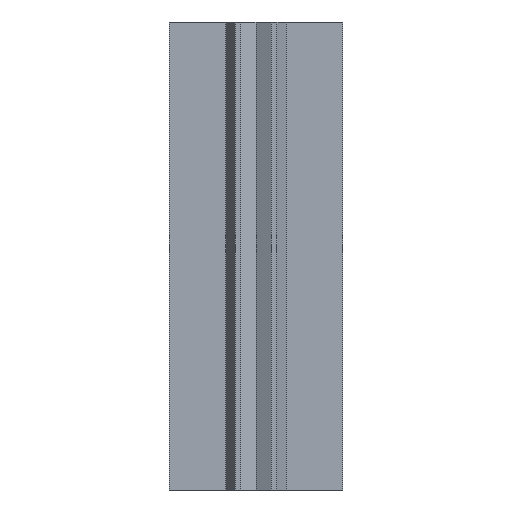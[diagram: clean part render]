
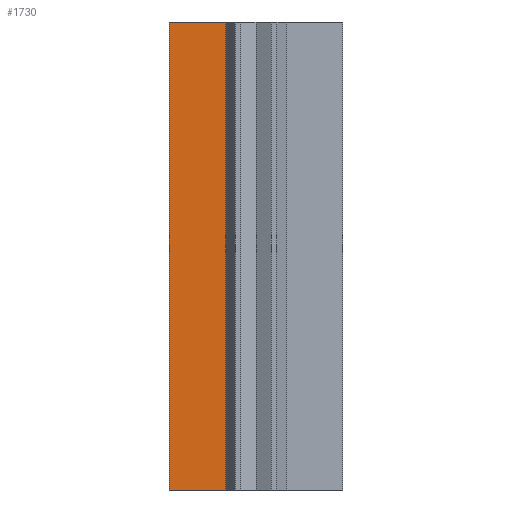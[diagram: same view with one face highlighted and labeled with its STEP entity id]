
A CAD part, front view. The second image highlights one B-rep face of the part: STEP entity #1730.
In plain terms, the highlighted planar face has unit normal (0, -1, 0).
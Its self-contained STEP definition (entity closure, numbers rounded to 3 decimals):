
#1220=CARTESIAN_POINT('',(-29.78,-2.557,100.));
#1230=VERTEX_POINT('',#1220);
#1260=CARTESIAN_POINT('',(-29.78,-2.557,0.));
#1270=DIRECTION('',(0.,0.,1.));
#1280=VECTOR('',#1270,1.);
#1290=LINE('',#1260,#1280);
#1300=CARTESIAN_POINT('',(-29.78,-2.557,0.));
#1310=VERTEX_POINT('',#1300);
#1320=EDGE_CURVE('',#1310,#1230,#1290,.T.);
#1430=CARTESIAN_POINT('',(-15.928,-2.557,0.));
#1440=DIRECTION('',(-0.,-1.,-0.));
#1450=DIRECTION('',(-1.,0.,0.));
#1460=AXIS2_PLACEMENT_3D('',#1430,#1440,#1450);
#1470=PLANE('',#1460);
#1480=ORIENTED_EDGE('',*,*,#1320,.F.);
#1490=CARTESIAN_POINT('',(-11.28,-2.557,100.));
#1500=DIRECTION('',(1.,0.,0.));
#1510=VECTOR('',#1500,1.);
#1520=LINE('',#1490,#1510);
#1530=CARTESIAN_POINT('',(-16.278,-2.557,100.));
#1540=VERTEX_POINT('',#1530);
#1550=EDGE_CURVE('',#1230,#1540,#1520,.T.);
#1560=ORIENTED_EDGE('',*,*,#1550,.F.);
#1570=CARTESIAN_POINT('',(-16.278,-2.557,0.));
#1580=DIRECTION('',(0.,0.,1.));
#1590=VECTOR('',#1580,1.);
#1600=LINE('',#1570,#1590);
#1610=CARTESIAN_POINT('',(-16.278,-2.557,0.));
#1620=VERTEX_POINT('',#1610);
#1630=EDGE_CURVE('',#1620,#1540,#1600,.T.);
#1640=ORIENTED_EDGE('',*,*,#1630,.T.);
#1650=CARTESIAN_POINT('',(-11.28,-2.557,0.));
#1660=DIRECTION('',(1.,0.,0.));
#1670=VECTOR('',#1660,1.);
#1680=LINE('',#1650,#1670);
#1690=EDGE_CURVE('',#1310,#1620,#1680,.T.);
#1700=ORIENTED_EDGE('',*,*,#1690,.T.);
#1710=EDGE_LOOP('',(#1700,#1640,#1560,#1480));
#1720=FACE_OUTER_BOUND('',#1710,.T.);
#1730=ADVANCED_FACE('',(#1720),#1470,.T.);
